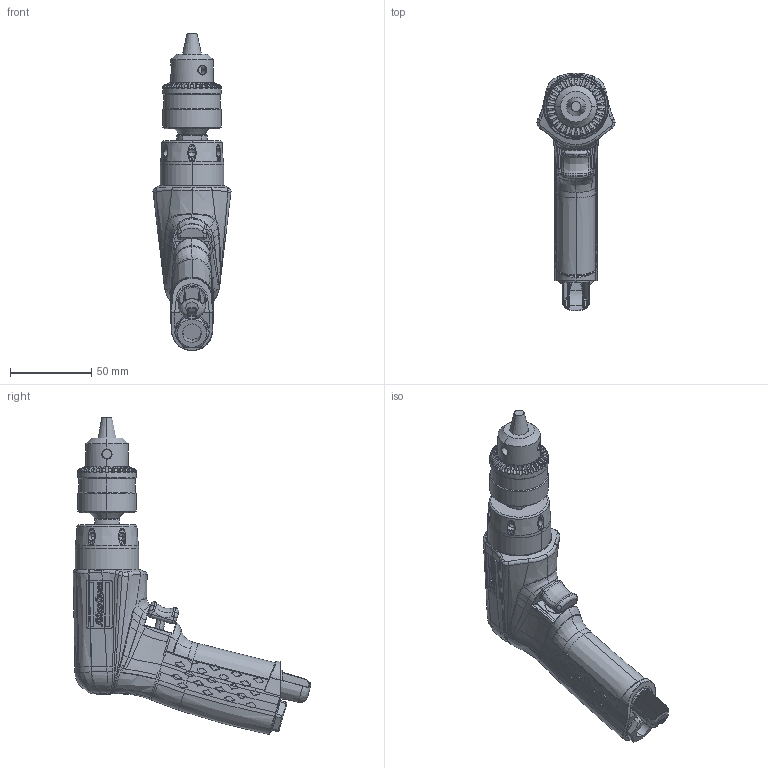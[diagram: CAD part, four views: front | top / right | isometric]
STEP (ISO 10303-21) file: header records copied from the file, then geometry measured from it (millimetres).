
FILE_DESCRIPTION((''),'2;1');
FILE_NAME('EXT_COMP_SW0002','2023-04-09T17:35:25',('INEdipo'),(''),'CREO PARAMETRIC BY PTC INC, 2020281','CREO PARAMETRIC BY PTC INC, 2020281','');
FILE_SCHEMA(('CONFIG_CONTROL_DESIGN'));
Products named in the file (1): EXT_COMP_SW0002
Bounding box: 48.08 x 146.39 x 195.51 mm (x, y, z)
Volume: 235044.7 mm3; surface area: 77747.7 mm2
Topology: 1 solids, 2 shells, 3316 faces, 8348 edges, 5020 vertices
Faces by surface type: bspline 2197, plane 393, extrusion 236, cylinder 203, sphere 150, cone 89, torus 48
Entity records: 161606 total; most frequent: CARTESIAN_POINT 102249, ORIENTED_EDGE 16620, EDGE_CURVE 8310, B_SPLINE_CURVE_WITH_KNOTS 6501, VERTEX_POINT 5020, DIRECTION 4718, EDGE_LOOP 3352, FACE_OUTER_BOUND 3316
